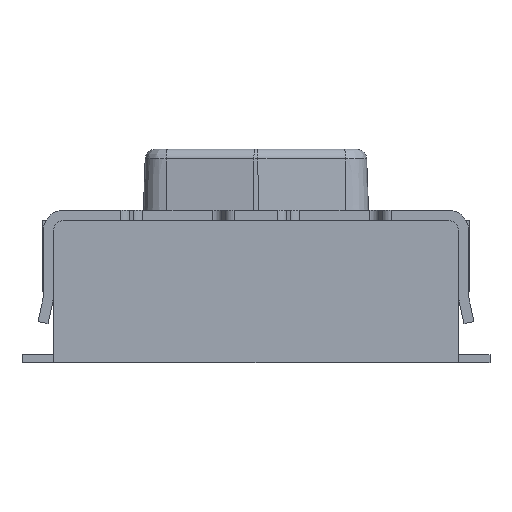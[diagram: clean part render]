
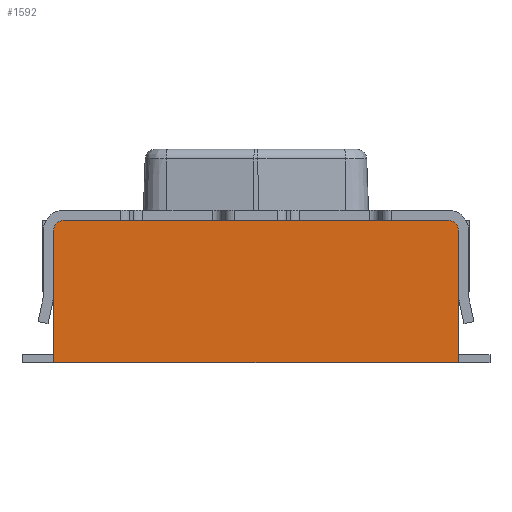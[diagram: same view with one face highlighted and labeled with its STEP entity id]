
A CAD part, front view. The second image highlights one B-rep face of the part: STEP entity #1592.
In plain terms, the highlighted planar face has unit normal (0, -1, 0).
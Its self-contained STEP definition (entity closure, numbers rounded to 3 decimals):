
#32 = LINE ( 'NONE', #6757, #6783 ) ;
#47 = CARTESIAN_POINT ( 'NONE',  ( -1.99, -1.5, 0. ) ) ;
#50 = LINE ( 'NONE', #3853, #5990 ) ;
#153 = CARTESIAN_POINT ( 'NONE',  ( 1.89, -1.5, 1.3 ) ) ;
#236 = VECTOR ( 'NONE', #4050, 1000. ) ;
#348 = VERTEX_POINT ( 'NONE', #47 ) ;
#374 = EDGE_CURVE ( 'NONE', #5848, #989, #4802, .T. ) ;
#442 = ORIENTED_EDGE ( 'NONE', *, *, #3134, .T. ) ;
#718 = DIRECTION ( 'NONE',  ( 0., 0., -1. ) ) ;
#989 = VERTEX_POINT ( 'NONE', #2070 ) ;
#1215 = CARTESIAN_POINT ( 'NONE',  ( 0., -1.5, 1.4 ) ) ;
#1246 = DIRECTION ( 'NONE',  ( 0., 0., -1. ) ) ;
#1473 = EDGE_CURVE ( 'NONE', #989, #2772, #6736, .T. ) ;
#1569 = DIRECTION ( 'NONE',  ( 1., 0., 0. ) ) ;
#1592 = ADVANCED_FACE ( 'NONE', ( #2108 ), #7098, .T. ) ;
#1999 = CARTESIAN_POINT ( 'NONE',  ( 0., -1.5, 1.4 ) ) ;
#2009 = CIRCLE ( 'NONE', #5703, 0.1 ) ;
#2070 = CARTESIAN_POINT ( 'NONE',  ( -1.89, -1.5, 1.4 ) ) ;
#2108 = FACE_OUTER_BOUND ( 'NONE', #3895, .T. ) ;
#2582 = DIRECTION ( 'NONE',  ( 0., 0., -1. ) ) ;
#2585 = AXIS2_PLACEMENT_3D ( 'NONE', #1999, #6056, #2582 ) ;
#2654 = VERTEX_POINT ( 'NONE', #4225 ) ;
#2772 = VERTEX_POINT ( 'NONE', #6120 ) ;
#3015 = ORIENTED_EDGE ( 'NONE', *, *, #4531, .T. ) ;
#3134 = EDGE_CURVE ( 'NONE', #3290, #5848, #2009, .T. ) ;
#3249 = LINE ( 'NONE', #4158, #6330 ) ;
#3290 = VERTEX_POINT ( 'NONE', #6122 ) ;
#3363 = DIRECTION ( 'NONE',  ( 0., -1., 0. ) ) ;
#3660 = AXIS2_PLACEMENT_3D ( 'NONE', #6856, #3363, #7447 ) ;
#3853 = CARTESIAN_POINT ( 'NONE',  ( -8.063, -1.5, 0. ) ) ;
#3867 = DIRECTION ( 'NONE',  ( 0., 0., 1. ) ) ;
#3895 = EDGE_LOOP ( 'NONE', ( #7304, #3015, #4128, #442, #7020, #4484 ) ) ;
#3907 = EDGE_CURVE ( 'NONE', #2772, #348, #3249, .T. ) ;
#4050 = DIRECTION ( 'NONE',  ( -1., 0., 0. ) ) ;
#4128 = ORIENTED_EDGE ( 'NONE', *, *, #4267, .T. ) ;
#4158 = CARTESIAN_POINT ( 'NONE',  ( -1.99, -1.5, 1.4 ) ) ;
#4163 = DIRECTION ( 'NONE',  ( 0., -1., 0. ) ) ;
#4225 = CARTESIAN_POINT ( 'NONE',  ( 1.99, -1.5, 0. ) ) ;
#4267 = EDGE_CURVE ( 'NONE', #2654, #3290, #32, .T. ) ;
#4484 = ORIENTED_EDGE ( 'NONE', *, *, #1473, .T. ) ;
#4531 = EDGE_CURVE ( 'NONE', #348, #2654, #50, .T. ) ;
#4802 = LINE ( 'NONE', #1215, #236 ) ;
#5167 = CARTESIAN_POINT ( 'NONE',  ( 1.89, -1.5, 1.4 ) ) ;
#5703 = AXIS2_PLACEMENT_3D ( 'NONE', #153, #4163, #718 ) ;
#5848 = VERTEX_POINT ( 'NONE', #5167 ) ;
#5990 = VECTOR ( 'NONE', #1569, 1000. ) ;
#6056 = DIRECTION ( 'NONE',  ( 0., -1., 0. ) ) ;
#6120 = CARTESIAN_POINT ( 'NONE',  ( -1.99, -1.5, 1.3 ) ) ;
#6122 = CARTESIAN_POINT ( 'NONE',  ( 1.99, -1.5, 1.3 ) ) ;
#6330 = VECTOR ( 'NONE', #1246, 1000. ) ;
#6736 = CIRCLE ( 'NONE', #3660, 0.1 ) ;
#6757 = CARTESIAN_POINT ( 'NONE',  ( 1.99, -1.5, 1.4 ) ) ;
#6783 = VECTOR ( 'NONE', #3867, 1000. ) ;
#6856 = CARTESIAN_POINT ( 'NONE',  ( -1.89, -1.5, 1.3 ) ) ;
#7020 = ORIENTED_EDGE ( 'NONE', *, *, #374, .T. ) ;
#7098 = PLANE ( 'NONE',  #2585 ) ;
#7304 = ORIENTED_EDGE ( 'NONE', *, *, #3907, .T. ) ;
#7447 = DIRECTION ( 'NONE',  ( 0., 0., 1. ) ) ;
